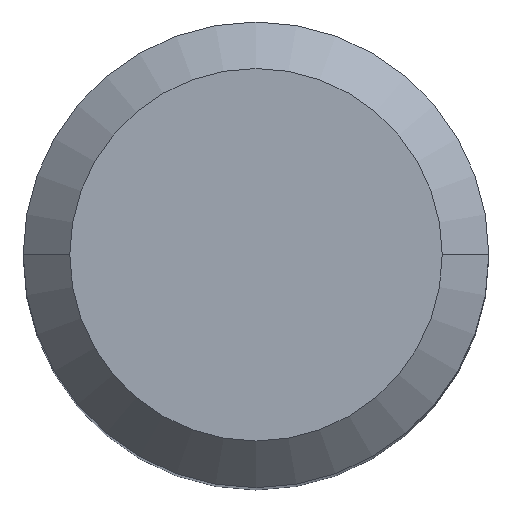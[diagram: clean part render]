
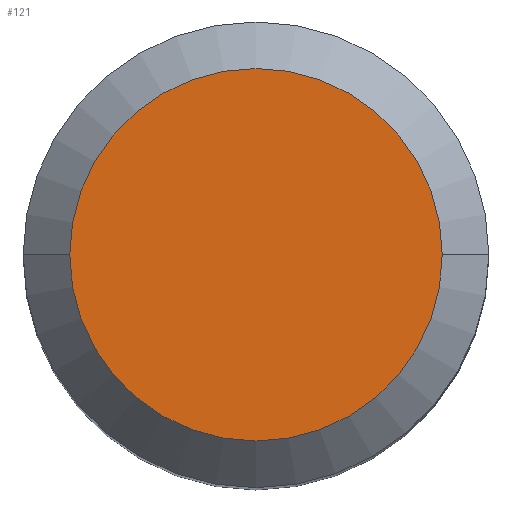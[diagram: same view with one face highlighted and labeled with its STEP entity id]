
A CAD part, top view. The second image highlights one B-rep face of the part: STEP entity #121.
In plain terms, the highlighted planar face has unit normal (0, 0, 1).
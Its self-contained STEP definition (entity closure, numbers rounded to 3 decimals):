
#121=ADVANCED_FACE('',(#159),#135,.T.);
#135=PLANE('',#552);
#159=FACE_OUTER_BOUND('',#183,.T.);
#183=EDGE_LOOP('',(#285,#286));
#285=ORIENTED_EDGE('',*,*,#428,.T.);
#286=ORIENTED_EDGE('',*,*,#371,.T.);
#327=VERTEX_POINT('',#739);
#328=VERTEX_POINT('',#740);
#371=EDGE_CURVE('',#327,#328,#437,.T.);
#428=EDGE_CURVE('',#328,#327,#462,.T.);
#437=CIRCLE('',#499,7.997);
#462=CIRCLE('',#550,7.997);
#499=AXIS2_PLACEMENT_3D('',#738,#576,#577);
#550=AXIS2_PLACEMENT_3D('',#849,#696,#697);
#552=AXIS2_PLACEMENT_3D('',#851,#700,#701);
#576=DIRECTION('',(0.,0.,1.));
#577=DIRECTION('',(1.,0.,0.));
#696=DIRECTION('',(0.,0.,1.));
#697=DIRECTION('',(1.,0.,0.));
#700=DIRECTION('',(0.,0.,1.));
#701=DIRECTION('',(-1.,0.,0.));
#738=CARTESIAN_POINT('',(0.,0.,0.));
#739=CARTESIAN_POINT('',(7.997,0.,0.));
#740=CARTESIAN_POINT('',(-7.997,0.,0.));
#849=CARTESIAN_POINT('',(0.,0.,0.));
#851=CARTESIAN_POINT('',(0.,2.65,0.));
